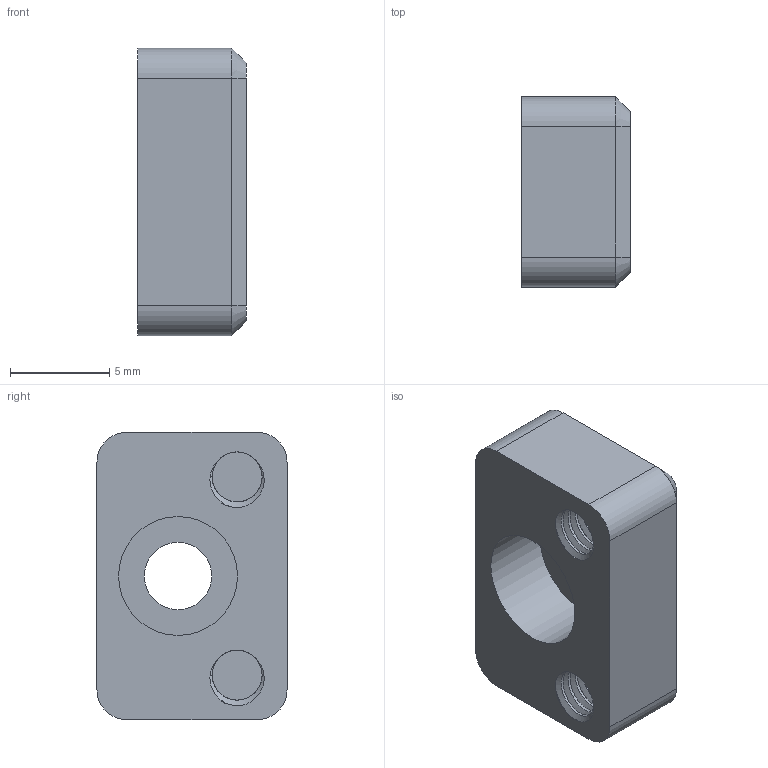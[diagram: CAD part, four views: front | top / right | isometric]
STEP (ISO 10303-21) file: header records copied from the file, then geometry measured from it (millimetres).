
FILE_DESCRIPTION(/* description */ (''),/* implementation_level */ '2;1');
FILE_NAME(/* name */ 'Component213.step',/* time_stamp */ '2023-03-24T11:59:21-08:00',/* author */ (''),/* organization */ (''),/* preprocessor_version */ 'ST-DEVELOPER v19.2',/* originating_system */ 'Autodesk Translation Framework v11.17.0.187',/* authorisation */ '');
FILE_SCHEMA (('AUTOMOTIVE_DESIGN { 1 0 10303 214 3 1 1 }'));
Length unit declared in the file: millimetre
Products named in the file (1): FusionComponent
Bounding box: 5.5 x 9.59 x 14.5 mm (x, y, z)
Volume: 564.7 mm3; surface area: 715.7 mm2
Topology: 1 solids, 1 shells, 72 faces, 192 edges, 125 vertices
Faces by surface type: cylinder 50, plane 13, cone 5, bspline 4
Full cylindrical faces by diameter (mm): 2.529 x10, 3.086 x4, 3.4 x1, 6 x1
Entity records: 5000 total; most frequent: CARTESIAN_POINT 3348, ORIENTED_EDGE 384, DIRECTION 259, EDGE_CURVE 192, VERTEX_POINT 125, B_SPLINE_CURVE_WITH_KNOTS 96, AXIS2_PLACEMENT_3D 94, EDGE_LOOP 77
